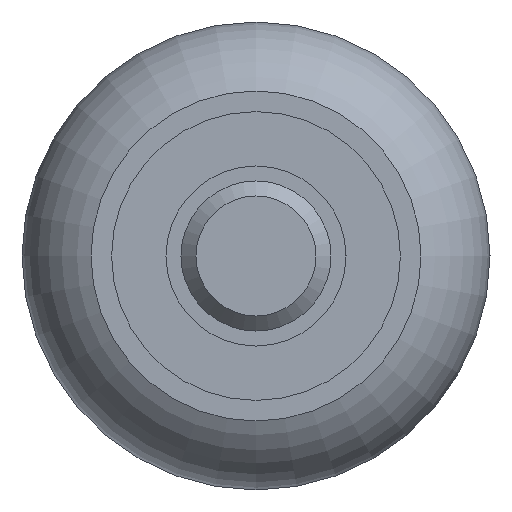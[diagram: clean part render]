
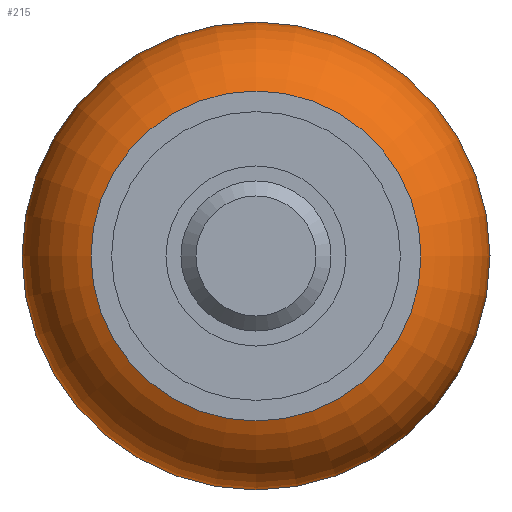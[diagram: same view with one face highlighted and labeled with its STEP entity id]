
A CAD part, left-side view. The second image highlights one B-rep face of the part: STEP entity #215.
In plain terms, the highlighted toroidal (fillet/blend) face has major radius 3.95 mm and minor radius 3.85 mm.
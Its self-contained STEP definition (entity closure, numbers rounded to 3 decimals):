
#24=TOROIDAL_SURFACE('',#251,3.95,3.85);
#54=FACE_BOUND('',#106,.T.);
#77=FACE_OUTER_BOUND('',#105,.T.);
#105=EDGE_LOOP('',(#185));
#106=EDGE_LOOP('',(#186));
#126=CIRCLE('',#250,4.813);
#127=CIRCLE('',#252,7.8);
#142=VERTEX_POINT('',#387);
#143=VERTEX_POINT('',#390);
#158=EDGE_CURVE('',#142,#142,#126,.T.);
#159=EDGE_CURVE('',#143,#143,#127,.T.);
#185=ORIENTED_EDGE('',*,*,#159,.F.);
#186=ORIENTED_EDGE('',*,*,#158,.T.);
#215=ADVANCED_FACE('',(#77,#54),#24,.T.);
#250=AXIS2_PLACEMENT_3D('',#388,#318,#319);
#251=AXIS2_PLACEMENT_3D('',#389,#320,#321);
#252=AXIS2_PLACEMENT_3D('',#391,#322,#323);
#318=DIRECTION('center_axis',(1.,0.,0.));
#319=DIRECTION('ref_axis',(0.,1.,0.));
#320=DIRECTION('center_axis',(1.,0.,0.));
#321=DIRECTION('ref_axis',(0.,0.,-1.));
#322=DIRECTION('center_axis',(1.,0.,0.));
#323=DIRECTION('ref_axis',(0.,1.,0.));
#387=CARTESIAN_POINT('',(1.687,4.813,0.));
#388=CARTESIAN_POINT('Origin',(1.687,0.,0.));
#389=CARTESIAN_POINT('Origin',(5.439,0.,0.));
#390=CARTESIAN_POINT('',(5.439,7.8,0.));
#391=CARTESIAN_POINT('Origin',(5.439,0.,0.));
